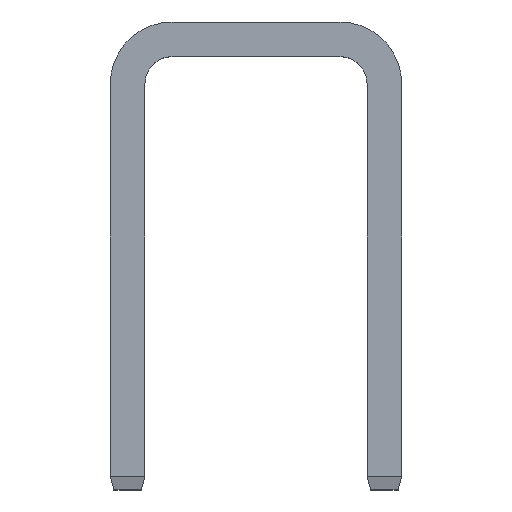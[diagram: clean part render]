
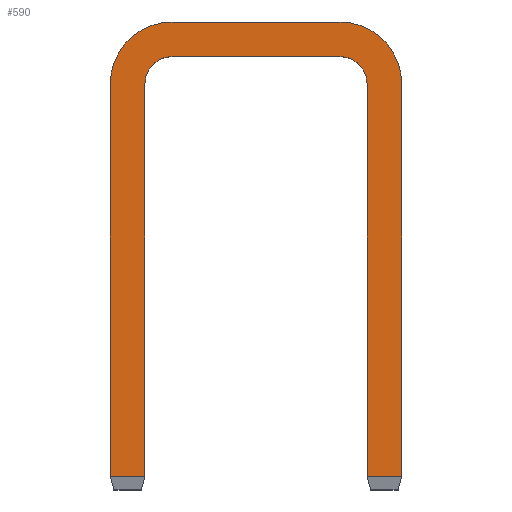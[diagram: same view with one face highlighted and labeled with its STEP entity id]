
A CAD part, top view. The second image highlights one B-rep face of the part: STEP entity #590.
In plain terms, the highlighted planar face has unit normal (0, 0, 1).
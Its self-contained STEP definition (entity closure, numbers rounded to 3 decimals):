
#145=DIRECTION('',(1.,0.,0.));
#146=VECTOR('',#145,0.64);
#147=CARTESIAN_POINT('',(2.05,-7.75,0.32));
#148=LINE('',#147,#146);
#166=DIRECTION('',(0.,1.,0.));
#167=VECTOR('',#166,7.25);
#168=CARTESIAN_POINT('',(2.69,-7.75,0.32));
#169=LINE('',#168,#167);
#173=DIRECTION('',(0.,-1.,0.));
#174=VECTOR('',#173,7.25);
#175=CARTESIAN_POINT('',(2.05,-0.5,0.32));
#176=LINE('',#175,#174);
#180=CARTESIAN_POINT('',(1.55,-0.5,0.32));
#181=DIRECTION('',(0.,0.,-1.));
#182=DIRECTION('',(0.,1.,0.));
#183=AXIS2_PLACEMENT_3D('',#180,#181,#182);
#188=DIRECTION('',(1.,0.,0.));
#189=VECTOR('',#188,3.1);
#190=CARTESIAN_POINT('',(-1.55,0.,0.32));
#191=LINE('',#190,#189);
#195=CARTESIAN_POINT('',(-1.55,-0.5,0.32));
#196=DIRECTION('',(0.,0.,-1.));
#197=DIRECTION('',(-1.,0.,0.));
#198=AXIS2_PLACEMENT_3D('',#195,#196,#197);
#203=DIRECTION('',(0.,1.,0.));
#204=VECTOR('',#203,7.25);
#205=CARTESIAN_POINT('',(-2.05,-7.75,0.32));
#206=LINE('',#205,#204);
#210=DIRECTION('',(0.,-1.,0.));
#211=VECTOR('',#210,7.25);
#212=CARTESIAN_POINT('',(-2.69,-0.5,0.32));
#213=LINE('',#212,#211);
#217=CARTESIAN_POINT('',(-1.55,-0.5,0.32));
#218=DIRECTION('',(0.,0.,1.));
#219=DIRECTION('',(0.,1.,0.));
#220=AXIS2_PLACEMENT_3D('',#217,#218,#219);
#225=DIRECTION('',(-1.,0.,0.));
#226=VECTOR('',#225,3.1);
#227=CARTESIAN_POINT('',(1.55,0.64,0.32));
#228=LINE('',#227,#226);
#232=CARTESIAN_POINT('',(1.55,-0.5,0.32));
#233=DIRECTION('',(0.,0.,1.));
#234=DIRECTION('',(1.,0.,0.));
#235=AXIS2_PLACEMENT_3D('',#232,#233,#234);
#331=DIRECTION('',(1.,0.,0.));
#332=VECTOR('',#331,0.64);
#333=CARTESIAN_POINT('',(-2.69,-7.75,0.32));
#334=LINE('',#333,#332);
#396=CARTESIAN_POINT('',(2.69,-0.5,0.32));
#397=CARTESIAN_POINT('',(1.55,0.64,0.32));
#398=VERTEX_POINT('',#396);
#399=VERTEX_POINT('',#397);
#400=CARTESIAN_POINT('',(-1.55,0.64,0.32));
#401=VERTEX_POINT('',#400);
#402=CARTESIAN_POINT('',(-2.69,-0.5,0.32));
#403=VERTEX_POINT('',#402);
#404=CARTESIAN_POINT('',(-2.05,-0.5,0.32));
#405=CARTESIAN_POINT('',(-1.55,0.,0.32));
#406=VERTEX_POINT('',#404);
#407=VERTEX_POINT('',#405);
#408=CARTESIAN_POINT('',(1.55,0.,0.32));
#409=VERTEX_POINT('',#408);
#410=CARTESIAN_POINT('',(2.05,-0.5,0.32));
#411=VERTEX_POINT('',#410);
#413=CARTESIAN_POINT('',(2.69,-7.75,0.32));
#415=VERTEX_POINT('',#413);
#420=CARTESIAN_POINT('',(2.05,-7.75,0.32));
#421=VERTEX_POINT('',#420);
#433=CARTESIAN_POINT('',(-2.69,-7.75,0.32));
#435=VERTEX_POINT('',#433);
#436=CARTESIAN_POINT('',(-2.05,-7.75,0.32));
#437=VERTEX_POINT('',#436);
#561=CARTESIAN_POINT('',(0.,0.,0.32));
#562=DIRECTION('',(0.,0.,1.));
#563=DIRECTION('',(1.,0.,0.));
#564=AXIS2_PLACEMENT_3D('',#561,#562,#563);
#565=PLANE('',#564);
#566=ORIENTED_EDGE('',*,*,#484,.F.);
#567=ORIENTED_EDGE('',*,*,#553,.F.);
#569=ORIENTED_EDGE('',*,*,#568,.F.);
#571=ORIENTED_EDGE('',*,*,#570,.F.);
#573=ORIENTED_EDGE('',*,*,#572,.F.);
#575=ORIENTED_EDGE('',*,*,#574,.F.);
#577=ORIENTED_EDGE('',*,*,#576,.F.);
#579=ORIENTED_EDGE('',*,*,#578,.F.);
#581=ORIENTED_EDGE('',*,*,#580,.F.);
#583=ORIENTED_EDGE('',*,*,#582,.F.);
#585=ORIENTED_EDGE('',*,*,#584,.F.);
#587=ORIENTED_EDGE('',*,*,#586,.F.);
#588=EDGE_LOOP('',(#566,#567,#569,#571,#573,#575,#577,#579,#581,#583,#585,
#587));
#589=FACE_OUTER_BOUND('',#588,.F.);
#184=CIRCLE('',#183,0.5);
#199=CIRCLE('',#198,0.5);
#221=CIRCLE('',#220,1.14);
#236=CIRCLE('',#235,1.14);
#484=EDGE_CURVE('',#415,#398,#169,.T.);
#553=EDGE_CURVE('',#421,#415,#148,.T.);
#568=EDGE_CURVE('',#411,#421,#176,.T.);
#570=EDGE_CURVE('',#409,#411,#184,.T.);
#572=EDGE_CURVE('',#407,#409,#191,.T.);
#574=EDGE_CURVE('',#406,#407,#199,.T.);
#576=EDGE_CURVE('',#437,#406,#206,.T.);
#578=EDGE_CURVE('',#435,#437,#334,.T.);
#580=EDGE_CURVE('',#403,#435,#213,.T.);
#582=EDGE_CURVE('',#401,#403,#221,.T.);
#584=EDGE_CURVE('',#399,#401,#228,.T.);
#586=EDGE_CURVE('',#398,#399,#236,.T.);
#590=ADVANCED_FACE('',(#589),#565,.T.);
